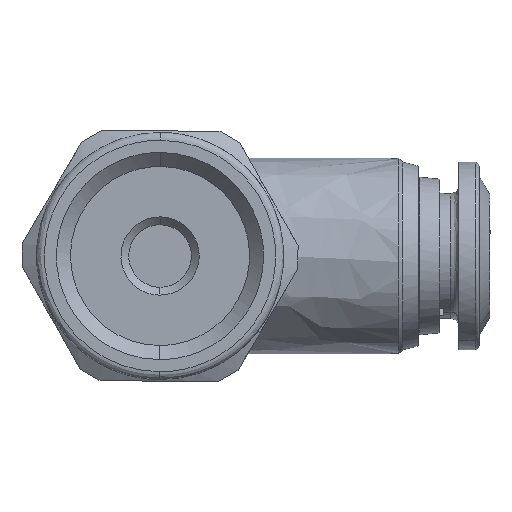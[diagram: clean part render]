
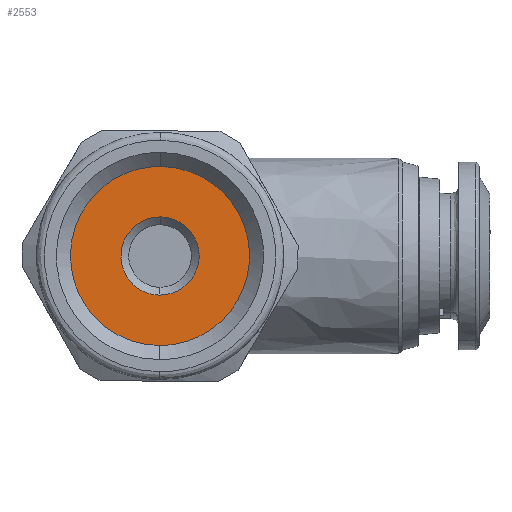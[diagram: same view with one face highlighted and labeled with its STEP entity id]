
A CAD part, front view. The second image highlights one B-rep face of the part: STEP entity #2553.
In plain terms, the highlighted free-form (B-spline) face has degree [1, 1] with [2, 2] control points.
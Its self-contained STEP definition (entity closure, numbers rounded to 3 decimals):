
#28 = ORIENTED_EDGE ( 'NONE', *, *, #1654, .F. ) ;
#189 = CARTESIAN_POINT ( 'NONE',  ( 5.829, -10.4, 5.753 ) ) ;
#281 = CARTESIAN_POINT ( 'NONE',  ( -0.016, -10.4, -2.5 ) ) ;
#290 = CARTESIAN_POINT ( 'NONE',  ( 0.038, -10.4, 5.722 ) ) ;
#424 = EDGE_CURVE ( 'NONE', #5818, #2639, #2761, .T. ) ;
#583 =( BOUNDED_CURVE ( )  B_SPLINE_CURVE ( 3, ( #4353, #4804, #4330, #2887, #6267, #1452, #1862 ),
 .UNSPECIFIED., .F., .F. ) 
 B_SPLINE_CURVE_WITH_KNOTS ( ( 4, 3, 4 ),
 ( -3.142, -1.571, 0. ),
 .UNSPECIFIED. ) 
 CURVE ( )  GEOMETRIC_REPRESENTATION_ITEM ( )  RATIONAL_B_SPLINE_CURVE ( ( 1., 0.805, 0.805, 1., 0.805, 0.805, 1. ) ) 
 REPRESENTATION_ITEM ( '' )  );
#1228 = EDGE_CURVE ( 'NONE', #2540, #3493, #583, .T. ) ;
#1233 = CARTESIAN_POINT ( 'NONE',  ( -4.983, -10.4, 2.533 ) ) ;
#1336 = ORIENTED_EDGE ( 'NONE', *, *, #1228, .F. ) ;
#1452 = CARTESIAN_POINT ( 'NONE',  ( 1.481, -10.4, 2.49 ) ) ;
#1513 = CARTESIAN_POINT ( 'NONE',  ( 0.038, -10.4, 5.722 ) ) ;
#1556 = CARTESIAN_POINT ( 'NONE',  ( 3.39, -10.4, 5.7 ) ) ;
#1580 = CARTESIAN_POINT ( 'NONE',  ( 5.744, -10.4, 3.314 ) ) ;
#1654 = EDGE_CURVE ( 'NONE', #3493, #2540, #2728, .T. ) ;
#1695 = CARTESIAN_POINT ( 'NONE',  ( 0.038, -10.4, 5.722 ) ) ;
#1710 = EDGE_CURVE ( 'NONE', #2639, #5818, #5628, .T. ) ;
#1722 = CARTESIAN_POINT ( 'NONE',  ( -5.016, -10.4, -2.467 ) ) ;
#1849 = ORIENTED_EDGE ( 'NONE', *, *, #1710, .F. ) ;
#1862 = CARTESIAN_POINT ( 'NONE',  ( 0.016, -10.4, 2.5 ) ) ;
#2085 = CARTESIAN_POINT ( 'NONE',  ( 0.016, -10.4, 2.5 ) ) ;
#2203 = CARTESIAN_POINT ( 'NONE',  ( -11.482, -10.4, -5.647 ) ) ;
#2205 = ORIENTED_EDGE ( 'NONE', *, *, #424, .F. ) ;
#2540 = VERTEX_POINT ( 'NONE', #5551 ) ;
#2553 = ADVANCED_FACE ( 'NONE', ( #4308, #3697 ), #3071, .F. ) ;
#2564 = CARTESIAN_POINT ( 'NONE',  ( 3.314, -10.4, -5.744 ) ) ;
#2639 = VERTEX_POINT ( 'NONE', #1695 ) ;
#2728 =( BOUNDED_CURVE ( )  B_SPLINE_CURVE ( 3, ( #4701, #1233, #1722, #281 ),
 .UNSPECIFIED., .F., .F. ) 
 B_SPLINE_CURVE_WITH_KNOTS ( ( 4, 4 ),
 ( -3.142, 0. ),
 .UNSPECIFIED. ) 
 CURVE ( )  GEOMETRIC_REPRESENTATION_ITEM ( )  RATIONAL_B_SPLINE_CURVE ( ( 1., 0.333, 0.333, 1. ) ) 
 REPRESENTATION_ITEM ( '' )  );
#2761 =( BOUNDED_CURVE ( )  B_SPLINE_CURVE ( 3, ( #4010, #2203, #4620, #290 ),
 .UNSPECIFIED., .F., .F. ) 
 B_SPLINE_CURVE_WITH_KNOTS ( ( 4, 4 ),
 ( -3.142, 0. ),
 .UNSPECIFIED. ) 
 CURVE ( )  GEOMETRIC_REPRESENTATION_ITEM ( )  RATIONAL_B_SPLINE_CURVE ( ( 1., 0.333, 0.333, 1. ) ) 
 REPRESENTATION_ITEM ( '' )  );
#2887 = CARTESIAN_POINT ( 'NONE',  ( 2.5, -10.4, -0.016 ) ) ;
#3071 = B_SPLINE_SURFACE_WITH_KNOTS ( 'NONE', 1, 1, ( 
 ( #5991, #4565 ),
 ( #3165, #189 ) ),
 .UNSPECIFIED., .F., .F., .F.,
 ( 2, 2 ),
 ( 2, 2 ),
 ( 0., 1. ),
 ( 0., 1. ),
 .UNSPECIFIED. ) ;
#3165 = CARTESIAN_POINT ( 'NONE',  ( -5.753, -10.4, 5.829 ) ) ;
#3493 = VERTEX_POINT ( 'NONE', #2085 ) ;
#3697 = FACE_OUTER_BOUND ( 'NONE', #4787, .T. ) ;
#4010 = CARTESIAN_POINT ( 'NONE',  ( -0.038, -10.4, -5.722 ) ) ;
#4308 = FACE_BOUND ( 'NONE', #6085, .T. ) ;
#4330 = CARTESIAN_POINT ( 'NONE',  ( 2.49, -10.4, -1.481 ) ) ;
#4353 = CARTESIAN_POINT ( 'NONE',  ( -0.016, -10.4, -2.5 ) ) ;
#4445 = CARTESIAN_POINT ( 'NONE',  ( -0.038, -10.4, -5.722 ) ) ;
#4565 = CARTESIAN_POINT ( 'NONE',  ( 5.753, -10.4, -5.829 ) ) ;
#4620 = CARTESIAN_POINT ( 'NONE',  ( -11.407, -10.4, 5.798 ) ) ;
#4701 = CARTESIAN_POINT ( 'NONE',  ( 0.016, -10.4, 2.5 ) ) ;
#4787 = EDGE_LOOP ( 'NONE', ( #2205, #1849 ) ) ;
#4804 = CARTESIAN_POINT ( 'NONE',  ( 1.448, -10.4, -2.51 ) ) ;
#5160 = CARTESIAN_POINT ( 'NONE',  ( -0.038, -10.4, -5.722 ) ) ;
#5551 = CARTESIAN_POINT ( 'NONE',  ( -0.016, -10.4, -2.5 ) ) ;
#5628 =( BOUNDED_CURVE ( )  B_SPLINE_CURVE ( 3, ( #1513, #1556, #1580, #5911, #5926, #2564, #4445 ),
 .UNSPECIFIED., .F., .F. ) 
 B_SPLINE_CURVE_WITH_KNOTS ( ( 4, 3, 4 ),
 ( -3.142, -1.571, 0. ),
 .UNSPECIFIED. ) 
 CURVE ( )  GEOMETRIC_REPRESENTATION_ITEM ( )  RATIONAL_B_SPLINE_CURVE ( ( 1., 0.805, 0.805, 1., 0.805, 0.805, 1. ) ) 
 REPRESENTATION_ITEM ( '' )  );
#5818 = VERTEX_POINT ( 'NONE', #5160 ) ;
#5911 = CARTESIAN_POINT ( 'NONE',  ( 5.722, -10.4, -0.038 ) ) ;
#5926 = CARTESIAN_POINT ( 'NONE',  ( 5.7, -10.4, -3.39 ) ) ;
#5991 = CARTESIAN_POINT ( 'NONE',  ( -5.829, -10.4, -5.753 ) ) ;
#6085 = EDGE_LOOP ( 'NONE', ( #1336, #28 ) ) ;
#6267 = CARTESIAN_POINT ( 'NONE',  ( 2.51, -10.4, 1.448 ) ) ;
